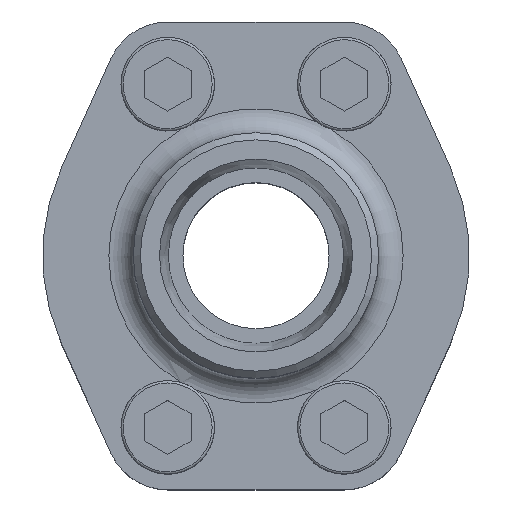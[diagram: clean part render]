
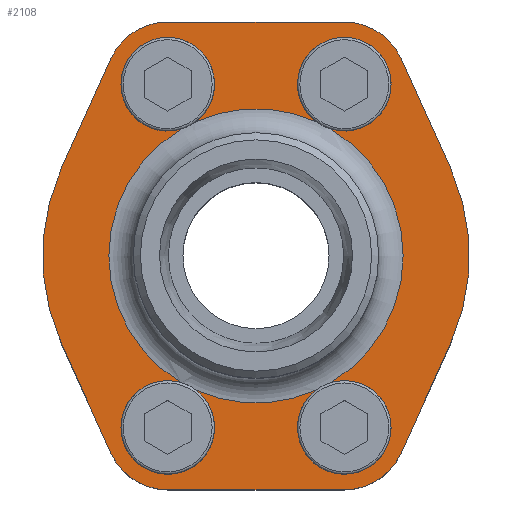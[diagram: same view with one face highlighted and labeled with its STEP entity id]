
A CAD part, top view. The second image highlights one B-rep face of the part: STEP entity #2108.
In plain terms, the highlighted planar face has unit normal (0, 0, 1).
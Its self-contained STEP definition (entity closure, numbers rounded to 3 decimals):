
#37=LINE('',#2946,#133);
#41=LINE('',#2956,#137);
#44=LINE('',#2964,#140);
#47=LINE('',#2972,#143);
#50=LINE('',#2980,#146);
#53=LINE('',#2988,#149);
#133=VECTOR('',#2432,1000.);
#137=VECTOR('',#2442,1000.);
#140=VECTOR('',#2451,1000.);
#143=VECTOR('',#2460,1000.);
#146=VECTOR('',#2469,1000.);
#149=VECTOR('',#2478,1000.);
#230=PLANE('',#2246);
#400=ORIENTED_EDGE('',*,*,#668,.T.);
#401=ORIENTED_EDGE('',*,*,#720,.T.);
#402=ORIENTED_EDGE('',*,*,#666,.T.);
#403=ORIENTED_EDGE('',*,*,#721,.T.);
#404=ORIENTED_EDGE('',*,*,#664,.T.);
#405=ORIENTED_EDGE('',*,*,#722,.T.);
#406=ORIENTED_EDGE('',*,*,#662,.T.);
#407=ORIENTED_EDGE('',*,*,#723,.F.);
#408=ORIENTED_EDGE('',*,*,#693,.T.);
#409=ORIENTED_EDGE('',*,*,#696,.T.);
#410=ORIENTED_EDGE('',*,*,#698,.T.);
#411=ORIENTED_EDGE('',*,*,#700,.T.);
#412=ORIENTED_EDGE('',*,*,#702,.T.);
#413=ORIENTED_EDGE('',*,*,#704,.T.);
#414=ORIENTED_EDGE('',*,*,#706,.T.);
#415=ORIENTED_EDGE('',*,*,#708,.T.);
#416=ORIENTED_EDGE('',*,*,#710,.T.);
#417=ORIENTED_EDGE('',*,*,#712,.T.);
#418=ORIENTED_EDGE('',*,*,#714,.T.);
#419=ORIENTED_EDGE('',*,*,#719,.T.);
#662=EDGE_CURVE('',#837,#838,#972,.T.);
#664=EDGE_CURVE('',#840,#839,#973,.T.);
#666=EDGE_CURVE('',#842,#841,#974,.T.);
#668=EDGE_CURVE('',#844,#843,#975,.T.);
#693=EDGE_CURVE('',#868,#867,#37,.T.);
#696=EDGE_CURVE('',#867,#869,#992,.T.);
#698=EDGE_CURVE('',#869,#870,#41,.T.);
#700=EDGE_CURVE('',#870,#871,#993,.T.);
#702=EDGE_CURVE('',#871,#872,#44,.T.);
#704=EDGE_CURVE('',#872,#873,#994,.T.);
#706=EDGE_CURVE('',#873,#874,#47,.T.);
#708=EDGE_CURVE('',#874,#875,#995,.T.);
#710=EDGE_CURVE('',#875,#876,#50,.T.);
#712=EDGE_CURVE('',#876,#877,#996,.T.);
#714=EDGE_CURVE('',#877,#878,#53,.T.);
#719=EDGE_CURVE('',#878,#868,#1001,.T.);
#720=EDGE_CURVE('',#843,#842,#1002,.F.);
#721=EDGE_CURVE('',#841,#840,#1003,.F.);
#722=EDGE_CURVE('',#839,#837,#1004,.F.);
#723=EDGE_CURVE('',#844,#838,#1005,.T.);
#837=VERTEX_POINT('',#2824);
#838=VERTEX_POINT('',#2825);
#839=VERTEX_POINT('',#2841);
#840=VERTEX_POINT('',#2843);
#841=VERTEX_POINT('',#2859);
#842=VERTEX_POINT('',#2861);
#843=VERTEX_POINT('',#2877);
#844=VERTEX_POINT('',#2879);
#867=VERTEX_POINT('',#2945);
#868=VERTEX_POINT('',#2947);
#869=VERTEX_POINT('',#2951);
#870=VERTEX_POINT('',#2955);
#871=VERTEX_POINT('',#2959);
#872=VERTEX_POINT('',#2963);
#873=VERTEX_POINT('',#2967);
#874=VERTEX_POINT('',#2971);
#875=VERTEX_POINT('',#2975);
#876=VERTEX_POINT('',#2979);
#877=VERTEX_POINT('',#2983);
#878=VERTEX_POINT('',#2987);
#972=CIRCLE('',#2196,25.167);
#973=CIRCLE('',#2197,25.167);
#974=CIRCLE('',#2198,25.167);
#975=CIRCLE('',#2199,25.167);
#992=CIRCLE('',#2222,36.5);
#993=CIRCLE('',#2225,10.65);
#994=CIRCLE('',#2228,10.65);
#995=CIRCLE('',#2231,36.5);
#996=CIRCLE('',#2234,10.65);
#1001=CIRCLE('',#2245,10.65);
#1002=CIRCLE('',#2247,8.);
#1003=CIRCLE('',#2248,8.);
#1004=CIRCLE('',#2249,8.);
#1005=CIRCLE('',#2250,8.);
#1081=EDGE_LOOP('',(#400,#401,#402,#403,#404,#405,#406,#407));
#1082=EDGE_LOOP('',(#408,#409,#410,#411,#412,#413,#414,#415,#416,#417,#418,
#419));
#1243=FACE_BOUND('',#1081,.T.);
#1244=FACE_BOUND('',#1082,.T.);
#2108=ADVANCED_FACE('',(#1243,#1244),#230,.T.);
#2196=AXIS2_PLACEMENT_3D('',#2823,#2375,#2376);
#2197=AXIS2_PLACEMENT_3D('',#2842,#2377,#2378);
#2198=AXIS2_PLACEMENT_3D('',#2860,#2379,#2380);
#2199=AXIS2_PLACEMENT_3D('',#2878,#2381,#2382);
#2222=AXIS2_PLACEMENT_3D('',#2952,#2437,#2438);
#2225=AXIS2_PLACEMENT_3D('',#2960,#2446,#2447);
#2228=AXIS2_PLACEMENT_3D('',#2968,#2455,#2456);
#2231=AXIS2_PLACEMENT_3D('',#2976,#2464,#2465);
#2234=AXIS2_PLACEMENT_3D('',#2984,#2473,#2474);
#2245=AXIS2_PLACEMENT_3D('',#3002,#2497,#2498);
#2246=AXIS2_PLACEMENT_3D('',#3003,#2499,#2500);
#2247=AXIS2_PLACEMENT_3D('',#3004,#2501,#2502);
#2248=AXIS2_PLACEMENT_3D('',#3005,#2503,#2504);
#2249=AXIS2_PLACEMENT_3D('',#3006,#2505,#2506);
#2250=AXIS2_PLACEMENT_3D('',#3007,#2507,#2508);
#2375=DIRECTION('',(0.,0.,-1.));
#2376=DIRECTION('',(-1.,0.,0.));
#2377=DIRECTION('',(0.,0.,-1.));
#2378=DIRECTION('',(-1.,0.,0.));
#2379=DIRECTION('',(0.,0.,-1.));
#2380=DIRECTION('',(-1.,0.,0.));
#2381=DIRECTION('',(0.,0.,-1.));
#2382=DIRECTION('',(-1.,0.,0.));
#2432=DIRECTION('',(-0.412,-0.911,0.));
#2437=DIRECTION('',(0.,0.,1.));
#2438=DIRECTION('',(1.,0.,0.));
#2442=DIRECTION('',(0.412,-0.911,0.));
#2446=DIRECTION('',(0.,0.,1.));
#2447=DIRECTION('',(1.,0.,0.));
#2451=DIRECTION('',(1.,0.,0.));
#2455=DIRECTION('',(0.,0.,1.));
#2456=DIRECTION('',(1.,0.,0.));
#2460=DIRECTION('',(0.412,0.911,0.));
#2464=DIRECTION('',(0.,0.,1.));
#2465=DIRECTION('',(1.,0.,0.));
#2469=DIRECTION('',(-0.412,0.911,0.));
#2473=DIRECTION('',(0.,0.,1.));
#2474=DIRECTION('',(1.,0.,0.));
#2478=DIRECTION('',(-1.,0.,0.));
#2497=DIRECTION('',(0.,0.,1.));
#2498=DIRECTION('',(1.,0.,0.));
#2499=DIRECTION('',(0.,0.,1.));
#2500=DIRECTION('',(1.,0.,0.));
#2501=DIRECTION('',(0.,0.,1.));
#2502=DIRECTION('',(1.,0.,0.));
#2503=DIRECTION('',(0.,0.,1.));
#2504=DIRECTION('',(1.,0.,0.));
#2505=DIRECTION('',(0.,0.,1.));
#2506=DIRECTION('',(1.,0.,0.));
#2507=DIRECTION('',(0.,0.,1.));
#2508=DIRECTION('',(1.,0.,0.));
#2823=CARTESIAN_POINT('',(0.,0.,21.));
#2824=CARTESIAN_POINT('',(-10.26,22.98,21.));
#2825=CARTESIAN_POINT('',(10.26,22.98,21.));
#2841=CARTESIAN_POINT('',(-12.732,21.709,21.));
#2842=CARTESIAN_POINT('',(0.,0.,21.));
#2843=CARTESIAN_POINT('',(-12.732,-21.709,21.));
#2859=CARTESIAN_POINT('',(-10.26,-22.98,21.));
#2860=CARTESIAN_POINT('',(0.,0.,21.));
#2861=CARTESIAN_POINT('',(10.26,-22.98,21.));
#2877=CARTESIAN_POINT('',(12.732,-21.709,21.));
#2878=CARTESIAN_POINT('',(0.,0.,21.));
#2879=CARTESIAN_POINT('',(12.732,21.709,21.));
#2945=CARTESIAN_POINT('',(-33.259,15.036,21.));
#2946=CARTESIAN_POINT('',(-24.804,33.737,21.));
#2947=CARTESIAN_POINT('',(-24.804,33.737,21.));
#2951=CARTESIAN_POINT('',(-33.259,-15.036,21.));
#2952=CARTESIAN_POINT('',(0.,0.,21.));
#2955=CARTESIAN_POINT('',(-24.804,-33.737,21.));
#2956=CARTESIAN_POINT('',(-33.259,-15.036,21.));
#2959=CARTESIAN_POINT('',(-15.1,-40.,21.));
#2960=CARTESIAN_POINT('',(-15.1,-29.35,21.));
#2963=CARTESIAN_POINT('',(15.1,-40.,21.));
#2964=CARTESIAN_POINT('',(-15.1,-40.,21.));
#2967=CARTESIAN_POINT('',(24.804,-33.737,21.));
#2968=CARTESIAN_POINT('',(15.1,-29.35,21.));
#2971=CARTESIAN_POINT('',(33.259,-15.036,21.));
#2972=CARTESIAN_POINT('',(24.804,-33.737,21.));
#2975=CARTESIAN_POINT('',(33.259,15.036,21.));
#2976=CARTESIAN_POINT('',(0.,0.,21.));
#2979=CARTESIAN_POINT('',(24.804,33.737,21.));
#2980=CARTESIAN_POINT('',(33.259,15.036,21.));
#2983=CARTESIAN_POINT('',(15.1,40.,21.));
#2984=CARTESIAN_POINT('',(15.1,29.35,21.));
#2987=CARTESIAN_POINT('',(-15.1,40.,21.));
#2988=CARTESIAN_POINT('',(15.1,40.,21.));
#3002=CARTESIAN_POINT('',(-15.1,29.35,21.));
#3003=CARTESIAN_POINT('',(0.,0.,21.));
#3004=CARTESIAN_POINT('',(15.1,-29.35,21.));
#3005=CARTESIAN_POINT('',(-15.1,-29.35,21.));
#3006=CARTESIAN_POINT('',(-15.1,29.35,21.));
#3007=CARTESIAN_POINT('',(15.1,29.35,21.));
